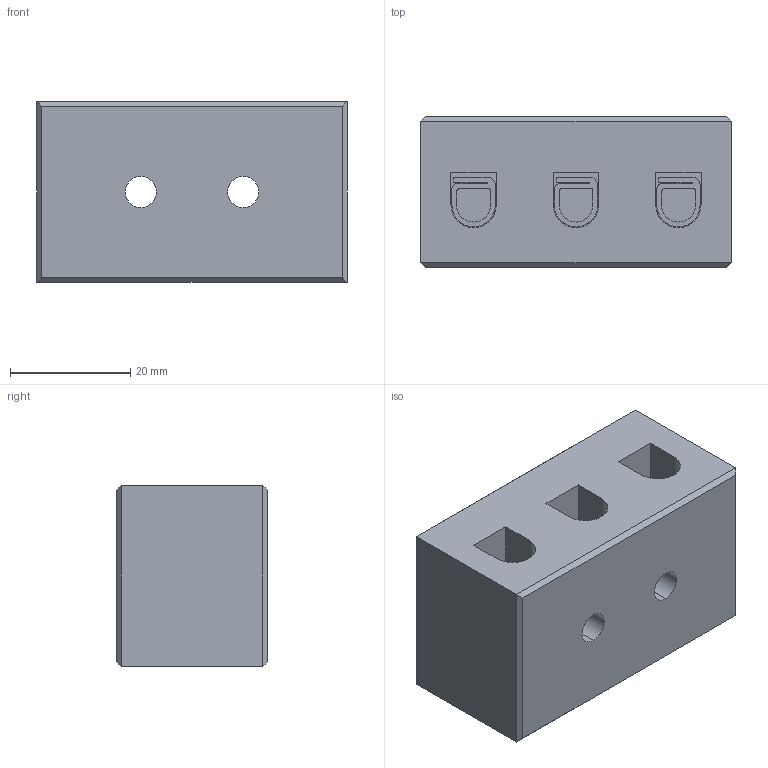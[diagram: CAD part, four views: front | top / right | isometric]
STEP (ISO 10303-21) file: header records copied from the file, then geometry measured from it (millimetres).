
FILE_DESCRIPTION (( 'STEP AP203' ), '1' );
FILE_NAME ('No 3 3 lü Steatit Klemens.STEP', '2020-08-21T11:40:26', ( '' ), ( '' ), 'SwSTEP 2.0', 'SolidWorks 2011', '' );
FILE_SCHEMA (( 'CONFIG_CONTROL_DESIGN' ));
Length unit declared in the file: millimetre
Products named in the file (1): No 3 3 lü Steatit Klemens
Bounding box: 51.5 x 25 x 30 mm (x, y, z)
Volume: 33318.5 mm3; surface area: 11111.6 mm2
Topology: 1 solids, 1 shells, 395 faces, 1030 edges, 680 vertices
Faces by surface type: plane 207, cylinder 80, cone 66, bspline 42
Entity records: 13347 total; most frequent: CARTESIAN_POINT 3714, ORIENTED_EDGE 2060, DIRECTION 1928, EDGE_CURVE 1030, AXIS2_PLACEMENT_3D 718, VERTEX_POINT 680, LINE 492, VECTOR 492
